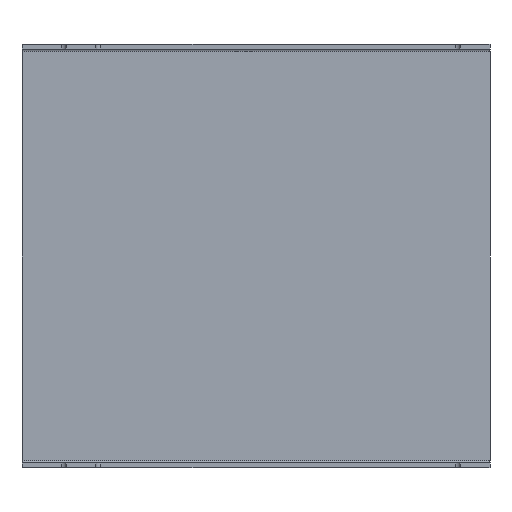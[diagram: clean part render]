
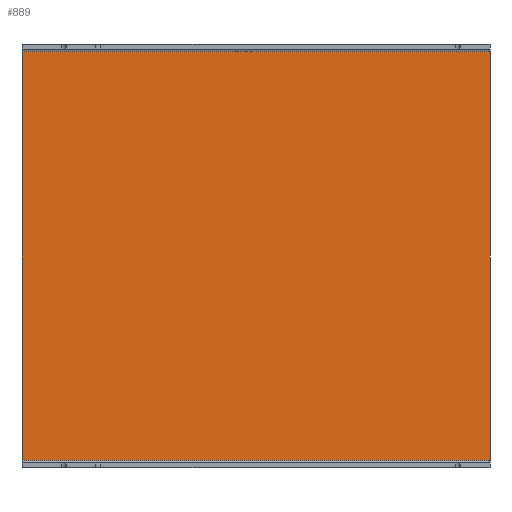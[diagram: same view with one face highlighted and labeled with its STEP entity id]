
A CAD part, front view. The second image highlights one B-rep face of the part: STEP entity #889.
In plain terms, the highlighted planar face has unit normal (0, -1, 0).
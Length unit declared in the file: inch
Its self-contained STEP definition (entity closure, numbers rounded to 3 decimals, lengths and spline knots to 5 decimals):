
#59=LINE('',#1469,#129);
#60=LINE('',#1471,#130);
#61=LINE('',#1473,#131);
#62=LINE('',#1474,#132);
#129=VECTOR('',#1193,39.37008);
#130=VECTOR('',#1194,39.37008);
#131=VECTOR('',#1195,39.37008);
#132=VECTOR('',#1196,39.37008);
#163=PLANE('',#992);
#241=FACE_OUTER_BOUND('',#322,.T.);
#322=EDGE_LOOP('',(#715,#716,#717,#718));
#476=VERTEX_POINT('',#1467);
#477=VERTEX_POINT('',#1468);
#478=VERTEX_POINT('',#1470);
#479=VERTEX_POINT('',#1472);
#570=EDGE_CURVE('',#476,#477,#59,.T.);
#571=EDGE_CURVE('',#476,#478,#60,.T.);
#572=EDGE_CURVE('',#478,#479,#61,.T.);
#573=EDGE_CURVE('',#479,#477,#62,.T.);
#715=ORIENTED_EDGE('',*,*,#570,.F.);
#716=ORIENTED_EDGE('',*,*,#571,.T.);
#717=ORIENTED_EDGE('',*,*,#572,.T.);
#718=ORIENTED_EDGE('',*,*,#573,.T.);
#889=ADVANCED_FACE('',(#241),#163,.T.);
#992=AXIS2_PLACEMENT_3D('',#1466,#1191,#1192);
#1191=DIRECTION('center_axis',(0.,-1.,0.));
#1192=DIRECTION('ref_axis',(0.,0.,-1.));
#1193=DIRECTION('',(0.,0.,-1.));
#1194=DIRECTION('',(-1.,0.,0.));
#1195=DIRECTION('',(0.,0.,-1.));
#1196=DIRECTION('',(1.,0.,0.));
#1466=CARTESIAN_POINT('Origin',(-23.5,18.,-0.25));
#1467=CARTESIAN_POINT('',(0.25,18.,-0.375));
#1468=CARTESIAN_POINT('',(0.25,18.,-21.125));
#1469=CARTESIAN_POINT('',(0.25,18.,-0.25));
#1470=CARTESIAN_POINT('',(-23.5,18.,-0.375));
#1471=CARTESIAN_POINT('',(-23.5,18.,-0.375));
#1472=CARTESIAN_POINT('',(-23.5,18.,-21.125));
#1473=CARTESIAN_POINT('',(-23.5,18.,-0.25));
#1474=CARTESIAN_POINT('',(0.25,18.,-21.125));
